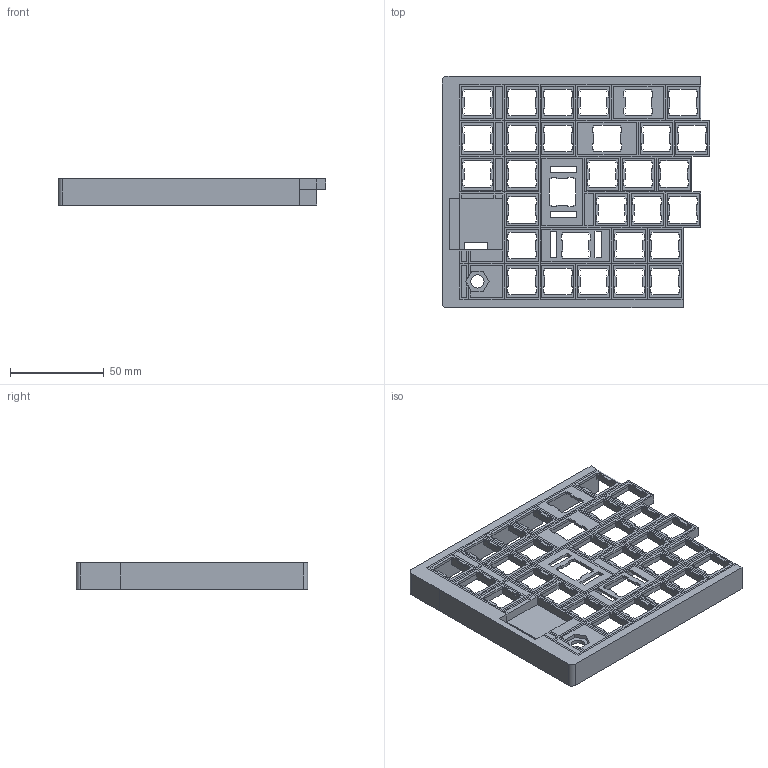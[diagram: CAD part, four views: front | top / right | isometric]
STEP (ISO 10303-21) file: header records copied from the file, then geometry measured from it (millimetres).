
FILE_DESCRIPTION(/* description */ ('','CAx-IF Rec.Pracs.---Representation and Presentation of Product Manufacturing Information (PMI)---4.0---2014-10-13'),/* implementation_level */ '2;1');
FILE_NAME(/* name */ 'Keyboard Plate Split Left_v3.step',/* time_stamp */ '2025-03-01T17:06:59Z',/* author */ (''),/* organization */ (''),/* preprocessor_version */ 'ST-DEVELOPER v20',/* originating_system */ 'Autodesk Translation Framework v13.20.0.188',/* authorisation */ '');
FILE_SCHEMA (('AP242_MANAGED_MODEL_BASED_3D_ENGINEERING_MIM_LF { 1 0 10303 442 1 1 4 }'));
Length unit declared in the file: millimetre
Products named in the file (3): Keyboard Plate Split Left; Keyboard Plate v15; BodyAndPlate
Assembly tree (2 placements, depth 3):
  Keyboard Plate Split Left
    Keyboard Plate v15
      BodyAndPlate
Bounding box: 142.63 x 123.3 x 13.9 mm (x, y, z)
Volume: 53160.4 mm3; surface area: 43674.1 mm2
Topology: 1 solids, 1 shells, 1044 faces, 3057 edges, 2064 vertices
Faces by surface type: plane 1041, cylinder 3
Full cylindrical faces by diameter (mm): 7.1 x1
Entity records: 34360 total; most frequent: CARTESIAN_POINT 6196, ORIENTED_EDGE 6148, DIRECTION 5178, EDGE_CURVE 3074, LINE 3068, VECTOR 3068, VERTEX_POINT 2073, EDGE_LOOP 1169
